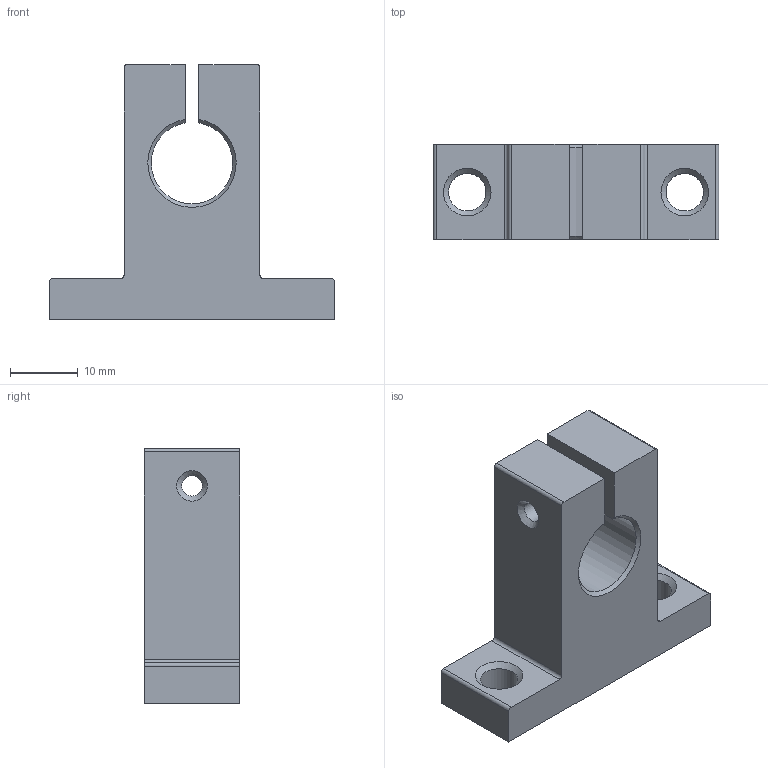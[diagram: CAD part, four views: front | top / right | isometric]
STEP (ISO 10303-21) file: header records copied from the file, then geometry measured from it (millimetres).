
FILE_DESCRIPTION(('FreeCAD Model'),'2;1');
FILE_NAME('sd12a.step','2015-09-01T23:49:03', ('Author'),(''),'Open CASCADE STEP processor 6.8','FreeCAD','Unknown' );
FILE_SCHEMA(('AUTOMOTIVE_DESIGN_CC2 { 1 2 10303 214 -1 1 5 4 }'));
Length unit declared in the file: millimetre
Products named in the file (1): sk12a
Bounding box: 42 x 14 x 37.5 mm (x, y, z)
Volume: 9925.4 mm3; surface area: 4693.2 mm2
Topology: 1 solids, 1 shells, 32 faces, 83 edges, 54 vertices
Faces by surface type: plane 14, cylinder 12, cone 6
Full cylindrical faces by diameter (mm): 3 x2, 5.5 x2, 7 x1
Entity records: 2162 total; most frequent: CARTESIAN_POINT 474, DIRECTION 318, LINE 175, VECTOR 175, ORIENTED_EDGE 166, PCURVE 166, DEFINITIONAL_REPRESENTATION 166, EDGE_CURVE 83
